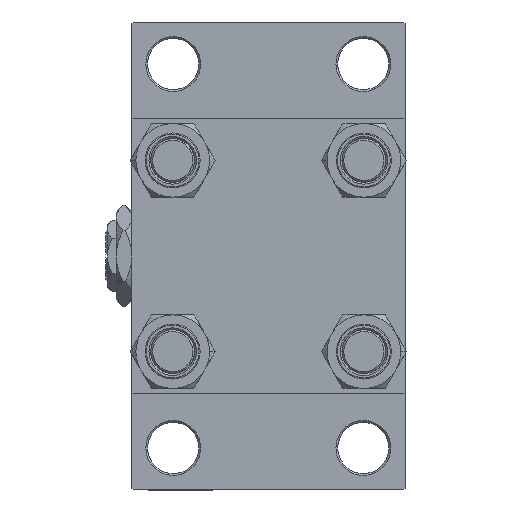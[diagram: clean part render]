
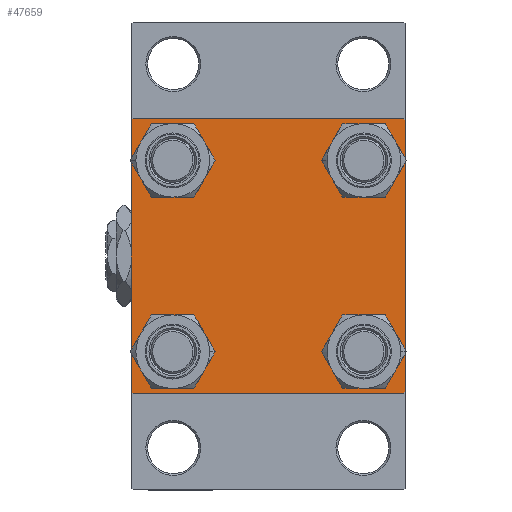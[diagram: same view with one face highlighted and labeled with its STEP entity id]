
A CAD part, left-side view. The second image highlights one B-rep face of the part: STEP entity #47659.
In plain terms, the highlighted planar face has unit normal (-1, 0, 0).
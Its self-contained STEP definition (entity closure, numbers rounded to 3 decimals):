
#606 = EDGE_CURVE ( 'NONE', #47163, #37007, #43980, .T. ) ;
#984 = DIRECTION ( 'NONE',  ( 0., -1., 0. ) ) ;
#1379 = CARTESIAN_POINT ( 'NONE',  ( 0., 26.15, -32.65 ) ) ;
#1569 = ORIENTED_EDGE ( 'NONE', *, *, #12953, .F. ) ;
#2167 = VERTEX_POINT ( 'NONE', #32055 ) ;
#2446 = DIRECTION ( 'NONE',  ( 0., 0., 1. ) ) ;
#2470 = CARTESIAN_POINT ( 'NONE',  ( 0., -26.15, -19.65 ) ) ;
#4604 = ORIENTED_EDGE ( 'NONE', *, *, #20077, .T. ) ;
#4637 = VERTEX_POINT ( 'NONE', #46484 ) ;
#5441 = CARTESIAN_POINT ( 'NONE',  ( 0., -37.5, -37. ) ) ;
#5557 = EDGE_LOOP ( 'NONE', ( #44889, #31529 ) ) ;
#6355 = AXIS2_PLACEMENT_3D ( 'NONE', #14700, #18212, #15855 ) ;
#6954 = CARTESIAN_POINT ( 'NONE',  ( 0., -26.15, -26.15 ) ) ;
#7036 = DIRECTION ( 'NONE',  ( 1., 0., 0. ) ) ;
#8315 = LINE ( 'NONE', #31363, #25051 ) ;
#8578 = CARTESIAN_POINT ( 'NONE',  ( 0., -37.25, -37.25 ) ) ;
#9428 = VERTEX_POINT ( 'NONE', #27220 ) ;
#9766 = ORIENTED_EDGE ( 'NONE', *, *, #22999, .T. ) ;
#10207 = CARTESIAN_POINT ( 'NONE',  ( 0., 0., 0. ) ) ;
#10457 = CARTESIAN_POINT ( 'NONE',  ( 0., -26.15, -26.15 ) ) ;
#11024 = EDGE_CURVE ( 'NONE', #31412, #33168, #13056, .T. ) ;
#11111 = ORIENTED_EDGE ( 'NONE', *, *, #41322, .T. ) ;
#11746 = CIRCLE ( 'NONE', #34126, 6.5 ) ;
#11768 = CARTESIAN_POINT ( 'NONE',  ( 0., 37.5, -37.5 ) ) ;
#11922 = CARTESIAN_POINT ( 'NONE',  ( 0., -26.15, 26.15 ) ) ;
#12422 = DIRECTION ( 'NONE',  ( 0., 0., 1. ) ) ;
#12482 = CARTESIAN_POINT ( 'NONE',  ( 0., 37.25, 37.25 ) ) ;
#12639 = VERTEX_POINT ( 'NONE', #41038 ) ;
#12759 = EDGE_LOOP ( 'NONE', ( #11111, #14507 ) ) ;
#12953 = EDGE_CURVE ( 'NONE', #31412, #27105, #41219, .T. ) ;
#13056 = LINE ( 'NONE', #24308, #45022 ) ;
#13301 = DIRECTION ( 'NONE',  ( 0., 0.707, 0.707 ) ) ;
#13922 = CIRCLE ( 'NONE', #41887, 6.5 ) ;
#14168 = DIRECTION ( 'NONE',  ( 0., 0., 1. ) ) ;
#14187 = VERTEX_POINT ( 'NONE', #32923 ) ;
#14507 = ORIENTED_EDGE ( 'NONE', *, *, #22547, .T. ) ;
#14529 = VECTOR ( 'NONE', #39635, 1000. ) ;
#14700 = CARTESIAN_POINT ( 'NONE',  ( 0., 26.15, 26.15 ) ) ;
#14910 = ORIENTED_EDGE ( 'NONE', *, *, #25677, .T. ) ;
#15057 = CARTESIAN_POINT ( 'NONE',  ( 0., 26.15, -26.15 ) ) ;
#15082 = CARTESIAN_POINT ( 'NONE',  ( 0., 26.15, 32.65 ) ) ;
#15206 = EDGE_CURVE ( 'NONE', #41162, #27105, #20362, .T. ) ;
#15855 = DIRECTION ( 'NONE',  ( 0., 0., 1. ) ) ;
#16057 = VECTOR ( 'NONE', #25197, 1000. ) ;
#16228 = CIRCLE ( 'NONE', #47432, 6.5 ) ;
#17662 = ORIENTED_EDGE ( 'NONE', *, *, #24571, .T. ) ;
#18212 = DIRECTION ( 'NONE',  ( 1., 0., 0. ) ) ;
#18401 = VERTEX_POINT ( 'NONE', #18744 ) ;
#18744 = CARTESIAN_POINT ( 'NONE',  ( 0., -26.15, 19.65 ) ) ;
#18942 = EDGE_CURVE ( 'NONE', #2167, #33168, #8315, .T. ) ;
#19180 = EDGE_LOOP ( 'NONE', ( #17662, #29840, #29916, #37264, #1569, #49571, #25701, #14910 ) ) ;
#20077 = EDGE_CURVE ( 'NONE', #26432, #18401, #16228, .T. ) ;
#20362 = LINE ( 'NONE', #8578, #14529 ) ;
#21198 = EDGE_CURVE ( 'NONE', #9428, #41162, #23755, .T. ) ;
#22213 = FACE_BOUND ( 'NONE', #5557, .T. ) ;
#22226 = DIRECTION ( 'NONE',  ( 0., 0., 1. ) ) ;
#22303 = DIRECTION ( 'NONE',  ( 0., 0., 1. ) ) ;
#22547 = EDGE_CURVE ( 'NONE', #31292, #4637, #13922, .T. ) ;
#22999 = EDGE_CURVE ( 'NONE', #34723, #37135, #45918, .T. ) ;
#23338 = ORIENTED_EDGE ( 'NONE', *, *, #32736, .T. ) ;
#23552 = ORIENTED_EDGE ( 'NONE', *, *, #49510, .T. ) ;
#23755 = LINE ( 'NONE', #11768, #25840 ) ;
#24308 = CARTESIAN_POINT ( 'NONE',  ( 0., -37.25, 37.25 ) ) ;
#24571 = EDGE_CURVE ( 'NONE', #14187, #12639, #35055, .T. ) ;
#25051 = VECTOR ( 'NONE', #39364, 1000. ) ;
#25197 = DIRECTION ( 'NONE',  ( 0., 0., -1. ) ) ;
#25306 = DIRECTION ( 'NONE',  ( 1., 0., 0. ) ) ;
#25677 = EDGE_CURVE ( 'NONE', #2167, #14187, #47317, .T. ) ;
#25701 = ORIENTED_EDGE ( 'NONE', *, *, #18942, .F. ) ;
#25726 = DIRECTION ( 'NONE',  ( 1., 0., 0. ) ) ;
#25840 = VECTOR ( 'NONE', #984, 1000. ) ;
#26055 = EDGE_CURVE ( 'NONE', #37007, #47163, #49237, .T. ) ;
#26222 = FACE_BOUND ( 'NONE', #28096, .T. ) ;
#26432 = VERTEX_POINT ( 'NONE', #26600 ) ;
#26600 = CARTESIAN_POINT ( 'NONE',  ( 0., -26.15, 32.65 ) ) ;
#27105 = VERTEX_POINT ( 'NONE', #5441 ) ;
#27220 = CARTESIAN_POINT ( 'NONE',  ( 0., 37., -37.5 ) ) ;
#28096 = EDGE_LOOP ( 'NONE', ( #4604, #23338 ) ) ;
#28383 = VECTOR ( 'NONE', #46619, 1000. ) ;
#29074 = CARTESIAN_POINT ( 'NONE',  ( 0., -37., 37.5 ) ) ;
#29095 = DIRECTION ( 'NONE',  ( 0., 0., 1. ) ) ;
#29261 = PLANE ( 'NONE',  #35181 ) ;
#29840 = ORIENTED_EDGE ( 'NONE', *, *, #32733, .T. ) ;
#29916 = ORIENTED_EDGE ( 'NONE', *, *, #21198, .T. ) ;
#30239 = DIRECTION ( 'NONE',  ( -1., 0., 0. ) ) ;
#30329 = CARTESIAN_POINT ( 'NONE',  ( 0., -37., -37.5 ) ) ;
#31292 = VERTEX_POINT ( 'NONE', #1379 ) ;
#31363 = CARTESIAN_POINT ( 'NONE',  ( 0., 37.5, 37.5 ) ) ;
#31412 = VERTEX_POINT ( 'NONE', #43724 ) ;
#31460 = CARTESIAN_POINT ( 'NONE',  ( 0., 37.25, -37.25 ) ) ;
#31529 = ORIENTED_EDGE ( 'NONE', *, *, #26055, .T. ) ;
#32055 = CARTESIAN_POINT ( 'NONE',  ( 0., 37., 37.5 ) ) ;
#32090 = CIRCLE ( 'NONE', #38483, 6.5 ) ;
#32701 = AXIS2_PLACEMENT_3D ( 'NONE', #15057, #7036, #22303 ) ;
#32733 = EDGE_CURVE ( 'NONE', #12639, #9428, #34945, .T. ) ;
#32736 = EDGE_CURVE ( 'NONE', #18401, #26432, #11746, .T. ) ;
#32923 = CARTESIAN_POINT ( 'NONE',  ( 0., 37.5, 37. ) ) ;
#33002 = EDGE_LOOP ( 'NONE', ( #23552, #9766 ) ) ;
#33168 = VERTEX_POINT ( 'NONE', #29074 ) ;
#33533 = CARTESIAN_POINT ( 'NONE',  ( 0., -26.15, 26.15 ) ) ;
#33763 = DIRECTION ( 'NONE',  ( 1., 0., 0. ) ) ;
#33890 = AXIS2_PLACEMENT_3D ( 'NONE', #6954, #33763, #22226 ) ;
#34126 = AXIS2_PLACEMENT_3D ( 'NONE', #11922, #46756, #12422 ) ;
#34712 = DIRECTION ( 'NONE',  ( 0., -0.707, -0.707 ) ) ;
#34723 = VERTEX_POINT ( 'NONE', #45972 ) ;
#34945 = LINE ( 'NONE', #31460, #37342 ) ;
#35055 = LINE ( 'NONE', #39572, #28383 ) ;
#35181 = AXIS2_PLACEMENT_3D ( 'NONE', #10207, #30239, #2446 ) ;
#36752 = FACE_OUTER_BOUND ( 'NONE', #19180, .T. ) ;
#37007 = VERTEX_POINT ( 'NONE', #47081 ) ;
#37135 = VERTEX_POINT ( 'NONE', #2470 ) ;
#37264 = ORIENTED_EDGE ( 'NONE', *, *, #15206, .T. ) ;
#37342 = VECTOR ( 'NONE', #34712, 1000. ) ;
#37689 = DIRECTION ( 'NONE',  ( 1., 0., 0. ) ) ;
#38483 = AXIS2_PLACEMENT_3D ( 'NONE', #10457, #25726, #41012 ) ;
#38535 = DIRECTION ( 'NONE',  ( 0., 0.707, -0.707 ) ) ;
#38800 = AXIS2_PLACEMENT_3D ( 'NONE', #49007, #37689, #14168 ) ;
#39364 = DIRECTION ( 'NONE',  ( 0., -1., 0. ) ) ;
#39572 = CARTESIAN_POINT ( 'NONE',  ( 0., 37.5, 37.5 ) ) ;
#39635 = DIRECTION ( 'NONE',  ( 0., -0.707, 0.707 ) ) ;
#39911 = CIRCLE ( 'NONE', #32701, 6.5 ) ;
#41012 = DIRECTION ( 'NONE',  ( 0., 0., 1. ) ) ;
#41038 = CARTESIAN_POINT ( 'NONE',  ( 0., 37.5, -37. ) ) ;
#41091 = CARTESIAN_POINT ( 'NONE',  ( 0., 26.15, -26.15 ) ) ;
#41162 = VERTEX_POINT ( 'NONE', #30329 ) ;
#41219 = LINE ( 'NONE', #44000, #16057 ) ;
#41322 = EDGE_CURVE ( 'NONE', #4637, #31292, #39911, .T. ) ;
#41533 = DIRECTION ( 'NONE',  ( 0., 0., 1. ) ) ;
#41887 = AXIS2_PLACEMENT_3D ( 'NONE', #41091, #25306, #29095 ) ;
#43724 = CARTESIAN_POINT ( 'NONE',  ( 0., -37.5, 37. ) ) ;
#43980 = CIRCLE ( 'NONE', #6355, 6.5 ) ;
#44000 = CARTESIAN_POINT ( 'NONE',  ( 0., -37.5, 37.5 ) ) ;
#44889 = ORIENTED_EDGE ( 'NONE', *, *, #606, .T. ) ;
#45022 = VECTOR ( 'NONE', #13301, 1000. ) ;
#45566 = DIRECTION ( 'NONE',  ( 1., 0., 0. ) ) ;
#45918 = CIRCLE ( 'NONE', #33890, 6.5 ) ;
#45972 = CARTESIAN_POINT ( 'NONE',  ( 0., -26.15, -32.65 ) ) ;
#46027 = VECTOR ( 'NONE', #38535, 1000. ) ;
#46484 = CARTESIAN_POINT ( 'NONE',  ( 0., 26.15, -19.65 ) ) ;
#46619 = DIRECTION ( 'NONE',  ( 0., 0., -1. ) ) ;
#46756 = DIRECTION ( 'NONE',  ( 1., 0., 0. ) ) ;
#47081 = CARTESIAN_POINT ( 'NONE',  ( 0., 26.15, 19.65 ) ) ;
#47163 = VERTEX_POINT ( 'NONE', #15082 ) ;
#47317 = LINE ( 'NONE', #12482, #46027 ) ;
#47432 = AXIS2_PLACEMENT_3D ( 'NONE', #33533, #45566, #41533 ) ;
#47659 = ADVANCED_FACE ( 'NONE', ( #26222, #48571, #49313, #22213, #36752 ), #29261, .T. ) ;
#48571 = FACE_BOUND ( 'NONE', #33002, .T. ) ;
#49007 = CARTESIAN_POINT ( 'NONE',  ( 0., 26.15, 26.15 ) ) ;
#49237 = CIRCLE ( 'NONE', #38800, 6.5 ) ;
#49313 = FACE_BOUND ( 'NONE', #12759, .T. ) ;
#49510 = EDGE_CURVE ( 'NONE', #37135, #34723, #32090, .T. ) ;
#49571 = ORIENTED_EDGE ( 'NONE', *, *, #11024, .T. ) ;
